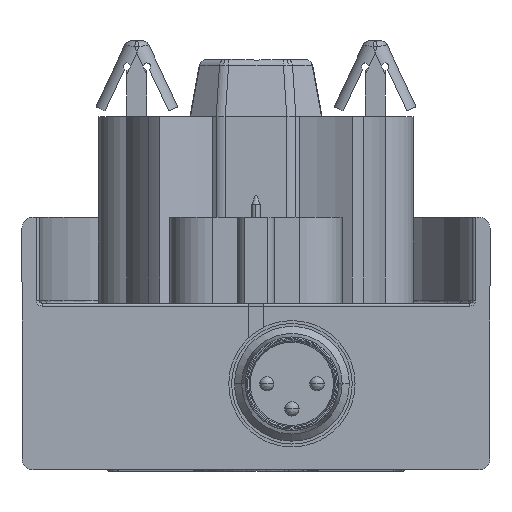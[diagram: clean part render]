
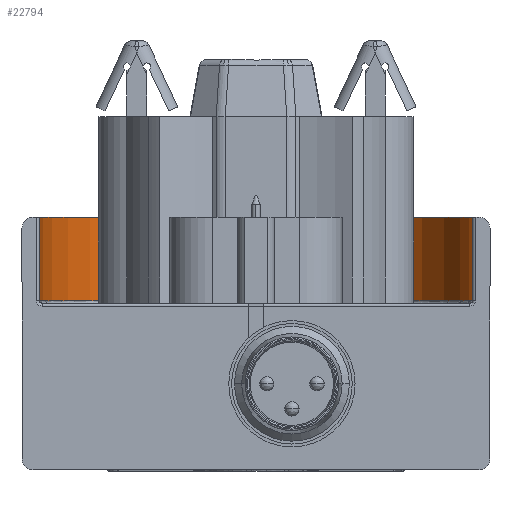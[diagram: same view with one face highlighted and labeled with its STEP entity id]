
A CAD part, front view. The second image highlights one B-rep face of the part: STEP entity #22794.
In plain terms, the highlighted cylindrical face has radius 15.1 mm (diameter 30.2 mm), a partial arc.
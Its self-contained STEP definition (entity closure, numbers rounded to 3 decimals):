
#729 = LINE ( 'NONE', #6222, #5011 ) ;
#737 = DIRECTION ( 'NONE',  ( 0., 0., 1. ) ) ;
#1868 = ORIENTED_EDGE ( 'NONE', *, *, #11263, .F. ) ;
#2447 = ORIENTED_EDGE ( 'NONE', *, *, #17245, .T. ) ;
#3476 = VERTEX_POINT ( 'NONE', #16644 ) ;
#5011 = VECTOR ( 'NONE', #31317, 1000. ) ;
#5490 = VERTEX_POINT ( 'NONE', #28190 ) ;
#6222 = CARTESIAN_POINT ( 'NONE',  ( -15.1, 55.1, 14.7 ) ) ;
#8809 = CYLINDRICAL_SURFACE ( 'NONE', #30367, 15.1 ) ;
#8822 = DIRECTION ( 'NONE',  ( -1., 0., 0. ) ) ;
#9540 = CIRCLE ( 'NONE', #23105, 15.1 ) ;
#10912 = EDGE_CURVE ( 'NONE', #5490, #3476, #729, .T. ) ;
#11263 = EDGE_CURVE ( 'NONE', #5490, #14986, #9540, .T. ) ;
#11733 = AXIS2_PLACEMENT_3D ( 'NONE', #30105, #30489, #20803 ) ;
#11839 = CARTESIAN_POINT ( 'NONE',  ( 0., 55.1, 17.6 ) ) ;
#12931 = VECTOR ( 'NONE', #737, 1000. ) ;
#14695 = CARTESIAN_POINT ( 'NONE',  ( 0., 55.1, 17.6 ) ) ;
#14986 = VERTEX_POINT ( 'NONE', #34506 ) ;
#16548 = VERTEX_POINT ( 'NONE', #20512 ) ;
#16644 = CARTESIAN_POINT ( 'NONE',  ( -15.1, 55.1, 11.8 ) ) ;
#17245 = EDGE_CURVE ( 'NONE', #3476, #16548, #19506, .T. ) ;
#18682 = EDGE_LOOP ( 'NONE', ( #19453, #1868, #19901, #2447 ) ) ;
#19453 = ORIENTED_EDGE ( 'NONE', *, *, #25628, .T. ) ;
#19506 = CIRCLE ( 'NONE', #11733, 15.1 ) ;
#19901 = ORIENTED_EDGE ( 'NONE', *, *, #10912, .T. ) ;
#20512 = CARTESIAN_POINT ( 'NONE',  ( 15.1, 55.1, 11.8 ) ) ;
#20803 = DIRECTION ( 'NONE',  ( -1., 0., 0. ) ) ;
#22794 = ADVANCED_FACE ( 'NONE', ( #24198 ), #8809, .F. ) ;
#23105 = AXIS2_PLACEMENT_3D ( 'NONE', #14695, #24213, #8822 ) ;
#24198 = FACE_OUTER_BOUND ( 'NONE', #18682, .T. ) ;
#24213 = DIRECTION ( 'NONE',  ( 0., 0., -1. ) ) ;
#24594 = DIRECTION ( 'NONE',  ( 0., 0., -1. ) ) ;
#25628 = EDGE_CURVE ( 'NONE', #16548, #14986, #40040, .T. ) ;
#27871 = CARTESIAN_POINT ( 'NONE',  ( 15.1, 55.1, 14.7 ) ) ;
#28190 = CARTESIAN_POINT ( 'NONE',  ( -15.1, 55.1, 17.6 ) ) ;
#30105 = CARTESIAN_POINT ( 'NONE',  ( 0., 55.1, 11.8 ) ) ;
#30367 = AXIS2_PLACEMENT_3D ( 'NONE', #11839, #24594, #36551 ) ;
#30489 = DIRECTION ( 'NONE',  ( 0., 0., -1. ) ) ;
#31317 = DIRECTION ( 'NONE',  ( 0., 0., -1. ) ) ;
#34506 = CARTESIAN_POINT ( 'NONE',  ( 15.1, 55.1, 17.6 ) ) ;
#36551 = DIRECTION ( 'NONE',  ( -1., 0., 0. ) ) ;
#40040 = LINE ( 'NONE', #27871, #12931 ) ;
